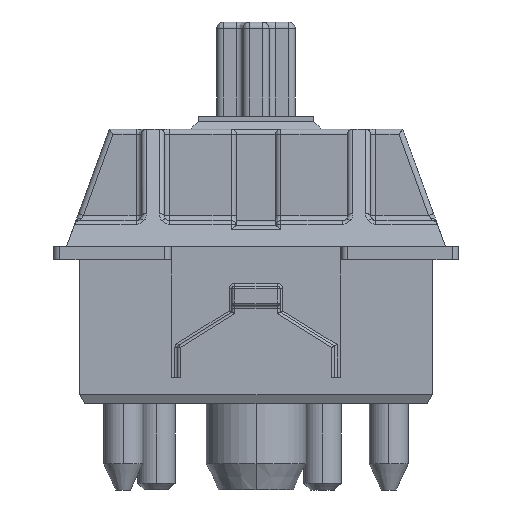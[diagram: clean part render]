
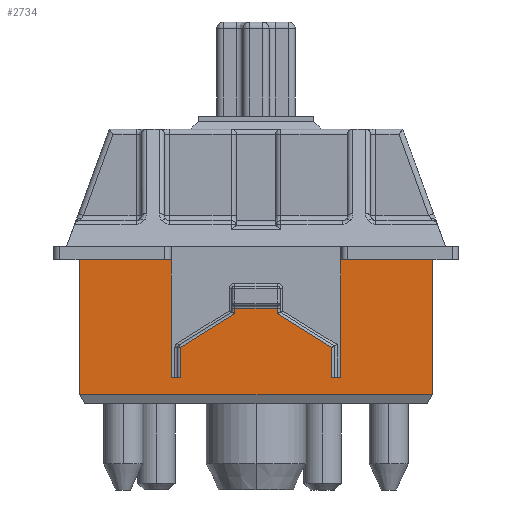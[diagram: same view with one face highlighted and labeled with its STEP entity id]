
A CAD part, front view. The second image highlights one B-rep face of the part: STEP entity #2734.
In plain terms, the highlighted planar face has unit normal (0, -1, 0).
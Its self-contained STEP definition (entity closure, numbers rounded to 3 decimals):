
#69 = DIRECTION ( 'NONE',  ( -1., 0., 0. ) ) ;
#235 = EDGE_CURVE ( 'NONE', #6273, #1284, #10376, .T. ) ;
#339 = EDGE_CURVE ( 'NONE', #13100, #5235, #5883, .T. ) ;
#445 = VECTOR ( 'NONE', #4604, 1000. ) ;
#483 = VECTOR ( 'NONE', #5368, 1000. ) ;
#565 = CARTESIAN_POINT ( 'NONE',  ( 6.743, -6.748, 1.031 ) ) ;
#994 = CARTESIAN_POINT ( 'NONE',  ( 2.893, -6.748, 2.181 ) ) ;
#1196 = VECTOR ( 'NONE', #7396, 1000. ) ;
#1259 = EDGE_CURVE ( 'NONE', #12977, #12429, #4244, .T. ) ;
#1284 = VERTEX_POINT ( 'NONE', #6197 ) ;
#1298 = EDGE_CURVE ( 'NONE', #12025, #8702, #3884, .T. ) ;
#1489 = CARTESIAN_POINT ( 'NONE',  ( 0.813, -6.748, 3.476 ) ) ;
#1525 = VECTOR ( 'NONE', #5510, 1000. ) ;
#1541 = EDGE_CURVE ( 'NONE', #13570, #5957, #1734, .T. ) ;
#1568 = VECTOR ( 'NONE', #14227, 1000. ) ;
#1665 = LINE ( 'NONE', #13453, #4343 ) ;
#1684 = VECTOR ( 'NONE', #14174, 1000. ) ;
#1734 = LINE ( 'NONE', #12143, #6746 ) ;
#1765 = EDGE_CURVE ( 'NONE', #1284, #13570, #4589, .T. ) ;
#1780 = EDGE_CURVE ( 'NONE', #12429, #13100, #9972, .T. ) ;
#2146 = VERTEX_POINT ( 'NONE', #2349 ) ;
#2231 = ORIENTED_EDGE ( 'NONE', *, *, #10206, .T. ) ;
#2349 = CARTESIAN_POINT ( 'NONE',  ( 3.243, -6.748, 1.031 ) ) ;
#2410 = CARTESIAN_POINT ( 'NONE',  ( -6.757, -6.748, 0.381 ) ) ;
#2414 = CARTESIAN_POINT ( 'NONE',  ( -2.907, -6.748, 6.031 ) ) ;
#2502 = ORIENTED_EDGE ( 'NONE', *, *, #1259, .T. ) ;
#2580 = AXIS2_PLACEMENT_3D ( 'NONE', #13066, #5105, #13107 ) ;
#2622 = CARTESIAN_POINT ( 'NONE',  ( 6.743, -6.748, 5.531 ) ) ;
#2673 = VERTEX_POINT ( 'NONE', #2622 ) ;
#2708 = CARTESIAN_POINT ( 'NONE',  ( -6.757, -6.748, 6.031 ) ) ;
#2734 = ADVANCED_FACE ( 'NONE', ( #10308 ), #11973, .T. ) ;
#2764 = DIRECTION ( 'NONE',  ( 1., 0., 0. ) ) ;
#2851 = VECTOR ( 'NONE', #8313, 1000. ) ;
#2907 = EDGE_CURVE ( 'NONE', #2146, #12977, #5088, .T. ) ;
#2957 = CARTESIAN_POINT ( 'NONE',  ( -0.827, -6.748, 3.476 ) ) ;
#3034 = ORIENTED_EDGE ( 'NONE', *, *, #8815, .T. ) ;
#3376 = CARTESIAN_POINT ( 'NONE',  ( 2.893, -6.748, 1.031 ) ) ;
#3697 = VERTEX_POINT ( 'NONE', #14505 ) ;
#3778 = ORIENTED_EDGE ( 'NONE', *, *, #1780, .T. ) ;
#3884 = LINE ( 'NONE', #12759, #6932 ) ;
#3950 = CARTESIAN_POINT ( 'NONE',  ( 6.743, -6.748, 3.681 ) ) ;
#4196 = LINE ( 'NONE', #11286, #1525 ) ;
#4244 = LINE ( 'NONE', #6316, #1568 ) ;
#4272 = VECTOR ( 'NONE', #4706, 1000. ) ;
#4343 = VECTOR ( 'NONE', #6611, 1000. ) ;
#4371 = VECTOR ( 'NONE', #10816, 1000. ) ;
#4589 = LINE ( 'NONE', #565, #1196 ) ;
#4604 = DIRECTION ( 'NONE',  ( 0., 0., -1. ) ) ;
#4706 = DIRECTION ( 'NONE',  ( 0., 0., -1. ) ) ;
#5088 = LINE ( 'NONE', #8076, #7780 ) ;
#5105 = DIRECTION ( 'NONE',  ( 0., -1., 0. ) ) ;
#5235 = VERTEX_POINT ( 'NONE', #6864 ) ;
#5368 = DIRECTION ( 'NONE',  ( -1., 0., 0. ) ) ;
#5407 = CARTESIAN_POINT ( 'NONE',  ( -0.827, -6.748, 6.031 ) ) ;
#5510 = DIRECTION ( 'NONE',  ( 0., 0., 1. ) ) ;
#5588 = EDGE_CURVE ( 'NONE', #8702, #2673, #4196, .T. ) ;
#5685 = ORIENTED_EDGE ( 'NONE', *, *, #6272, .T. ) ;
#5849 = EDGE_CURVE ( 'NONE', #3697, #12025, #13850, .T. ) ;
#5860 = ORIENTED_EDGE ( 'NONE', *, *, #1298, .T. ) ;
#5883 = LINE ( 'NONE', #11025, #2851 ) ;
#5886 = ORIENTED_EDGE ( 'NONE', *, *, #12323, .T. ) ;
#5957 = VERTEX_POINT ( 'NONE', #7637 ) ;
#6197 = CARTESIAN_POINT ( 'NONE',  ( -2.907, -6.748, 1.031 ) ) ;
#6272 = EDGE_CURVE ( 'NONE', #5235, #9003, #13476, .T. ) ;
#6273 = VERTEX_POINT ( 'NONE', #7360 ) ;
#6292 = DIRECTION ( 'NONE',  ( -0.849, 0., 0.528 ) ) ;
#6316 = CARTESIAN_POINT ( 'NONE',  ( 2.893, -6.748, 6.031 ) ) ;
#6415 = ORIENTED_EDGE ( 'NONE', *, *, #339, .T. ) ;
#6499 = LINE ( 'NONE', #8023, #445 ) ;
#6558 = VECTOR ( 'NONE', #14785, 1000. ) ;
#6611 = DIRECTION ( 'NONE',  ( -0.849, 0., -0.528 ) ) ;
#6746 = VECTOR ( 'NONE', #12125, 1000. ) ;
#6864 = CARTESIAN_POINT ( 'NONE',  ( 0.813, -6.748, 3.681 ) ) ;
#6895 = ORIENTED_EDGE ( 'NONE', *, *, #235, .T. ) ;
#6932 = VECTOR ( 'NONE', #2764, 1000. ) ;
#7270 = VECTOR ( 'NONE', #6292, 1000. ) ;
#7360 = CARTESIAN_POINT ( 'NONE',  ( -2.907, -6.748, 2.181 ) ) ;
#7371 = ORIENTED_EDGE ( 'NONE', *, *, #5588, .T. ) ;
#7380 = EDGE_CURVE ( 'NONE', #2673, #14315, #12281, .T. ) ;
#7392 = ORIENTED_EDGE ( 'NONE', *, *, #13908, .T. ) ;
#7396 = DIRECTION ( 'NONE',  ( -1., 0., 0. ) ) ;
#7414 = ORIENTED_EDGE ( 'NONE', *, *, #2907, .T. ) ;
#7637 = CARTESIAN_POINT ( 'NONE',  ( -3.257, -6.748, 5.531 ) ) ;
#7780 = VECTOR ( 'NONE', #69, 1000. ) ;
#7978 = CARTESIAN_POINT ( 'NONE',  ( 6.743, -6.748, 5.531 ) ) ;
#8023 = CARTESIAN_POINT ( 'NONE',  ( 3.243, -6.748, 6.031 ) ) ;
#8076 = CARTESIAN_POINT ( 'NONE',  ( 6.743, -6.748, 1.031 ) ) ;
#8313 = DIRECTION ( 'NONE',  ( 0., 0., 1. ) ) ;
#8358 = CARTESIAN_POINT ( 'NONE',  ( -0.827, -6.748, 3.681 ) ) ;
#8465 = ORIENTED_EDGE ( 'NONE', *, *, #7380, .T. ) ;
#8597 = LINE ( 'NONE', #5407, #14640 ) ;
#8622 = EDGE_LOOP ( 'NONE', ( #14761, #7392, #14484, #5860, #7371, #8465, #3034, #7414, #2502, #3778, #6415, #5685, #5886, #2231, #6895, #14027 ) ) ;
#8702 = VERTEX_POINT ( 'NONE', #14579 ) ;
#8815 = EDGE_CURVE ( 'NONE', #14315, #2146, #6499, .T. ) ;
#9003 = VERTEX_POINT ( 'NONE', #8358 ) ;
#9129 = VERTEX_POINT ( 'NONE', #2957 ) ;
#9972 = LINE ( 'NONE', #14268, #7270 ) ;
#10206 = EDGE_CURVE ( 'NONE', #9129, #6273, #1665, .T. ) ;
#10308 = FACE_OUTER_BOUND ( 'NONE', #8622, .T. ) ;
#10376 = LINE ( 'NONE', #2414, #4272 ) ;
#10442 = CARTESIAN_POINT ( 'NONE',  ( -3.257, -6.748, 1.031 ) ) ;
#10816 = DIRECTION ( 'NONE',  ( 0., 0., -1. ) ) ;
#11025 = CARTESIAN_POINT ( 'NONE',  ( 0.813, -6.748, 6.031 ) ) ;
#11073 = CARTESIAN_POINT ( 'NONE',  ( 3.243, -6.748, 5.531 ) ) ;
#11286 = CARTESIAN_POINT ( 'NONE',  ( 6.743, -6.748, 6.031 ) ) ;
#11973 = PLANE ( 'NONE',  #2580 ) ;
#12025 = VERTEX_POINT ( 'NONE', #2410 ) ;
#12125 = DIRECTION ( 'NONE',  ( 0., 0., 1. ) ) ;
#12143 = CARTESIAN_POINT ( 'NONE',  ( -3.257, -6.748, 6.031 ) ) ;
#12281 = LINE ( 'NONE', #14534, #483 ) ;
#12323 = EDGE_CURVE ( 'NONE', #9003, #9129, #8597, .T. ) ;
#12429 = VERTEX_POINT ( 'NONE', #994 ) ;
#12759 = CARTESIAN_POINT ( 'NONE',  ( -0.007, -6.748, 0.381 ) ) ;
#12977 = VERTEX_POINT ( 'NONE', #3376 ) ;
#13005 = LINE ( 'NONE', #7978, #6558 ) ;
#13066 = CARTESIAN_POINT ( 'NONE',  ( 6.743, -6.748, 6.031 ) ) ;
#13100 = VERTEX_POINT ( 'NONE', #1489 ) ;
#13107 = DIRECTION ( 'NONE',  ( 1., 0., 0. ) ) ;
#13394 = DIRECTION ( 'NONE',  ( 0., 0., -1. ) ) ;
#13453 = CARTESIAN_POINT ( 'NONE',  ( -0.827, -6.748, 3.476 ) ) ;
#13476 = LINE ( 'NONE', #3950, #1684 ) ;
#13570 = VERTEX_POINT ( 'NONE', #10442 ) ;
#13850 = LINE ( 'NONE', #2708, #4371 ) ;
#13908 = EDGE_CURVE ( 'NONE', #5957, #3697, #13005, .T. ) ;
#14027 = ORIENTED_EDGE ( 'NONE', *, *, #1765, .T. ) ;
#14174 = DIRECTION ( 'NONE',  ( -1., 0., 0. ) ) ;
#14227 = DIRECTION ( 'NONE',  ( 0., 0., 1. ) ) ;
#14268 = CARTESIAN_POINT ( 'NONE',  ( 2.893, -6.748, 2.181 ) ) ;
#14315 = VERTEX_POINT ( 'NONE', #11073 ) ;
#14484 = ORIENTED_EDGE ( 'NONE', *, *, #5849, .T. ) ;
#14505 = CARTESIAN_POINT ( 'NONE',  ( -6.757, -6.748, 5.531 ) ) ;
#14534 = CARTESIAN_POINT ( 'NONE',  ( 6.743, -6.748, 5.531 ) ) ;
#14579 = CARTESIAN_POINT ( 'NONE',  ( 6.743, -6.748, 0.381 ) ) ;
#14640 = VECTOR ( 'NONE', #13394, 1000. ) ;
#14761 = ORIENTED_EDGE ( 'NONE', *, *, #1541, .T. ) ;
#14785 = DIRECTION ( 'NONE',  ( -1., 0., 0. ) ) ;
